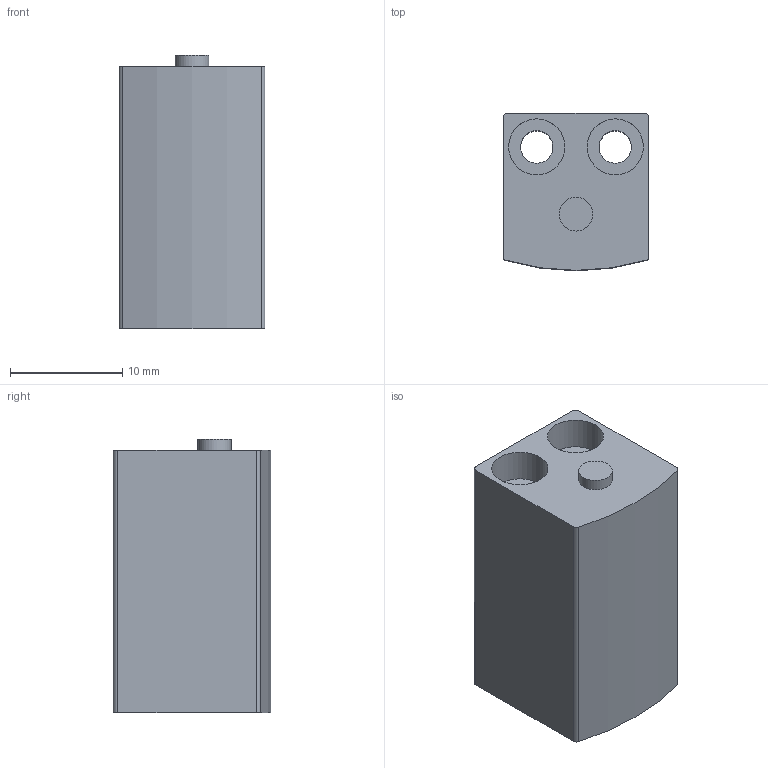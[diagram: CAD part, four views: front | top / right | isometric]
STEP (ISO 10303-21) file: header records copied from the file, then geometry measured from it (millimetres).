
FILE_DESCRIPTION(/* description */ ('STEP AP214'),/* implementation_level */ '2;1');
FILE_NAME(/* name */ '188059_AEVC-6-10-P',/* time_stamp */ '2024-08-02T19:51:35+02:00',/* author */ ('License CC BY-ND 4.0'),/* organization */ ('CADENAS'),/* preprocessor_version */ 'ST-DEVELOPER v19.3',/* originating_system */ 'PARTsolutions',/* authorisation */ ' ');
FILE_SCHEMA (('AUTOMOTIVE_DESIGN {1 0 10303 214 3 1 1}'));
Length unit declared in the file: millimetre
Products named in the file (3): 188059 AEVC-6-10-P---(asm_0); 188059 AEVC-6-10-P---(ZR); 188059 AEVC-6-10-P---(KS)
Assembly tree (2 placements, depth 2):
  188059 AEVC-6-10-P---(asm_0)
    188059 AEVC-6-10-P---(ZR)
    188059 AEVC-6-10-P---(KS)
Bounding box: 13 x 14 x 24.4 mm (x, y, z)
Volume: 3540.9 mm3; surface area: 2545.9 mm2
Topology: 2 solids, 2 shells, 30 faces, 56 edges, 37 vertices
Faces by surface type: cylinder 15, plane 14, cone 1
Full cylindrical faces by diameter (mm): 1 x1, 2.459 x1, 2.9 x2, 3 x2, 5 x2, 6 x2
Entity records: 791 total; most frequent: DIRECTION 142, CARTESIAN_POINT 115, ORIENTED_EDGE 90, AXIS2_PLACEMENT_3D 64, EDGE_LOOP 52, FACE_BOUND 52, EDGE_CURVE 45, VERTEX_POINT 37
